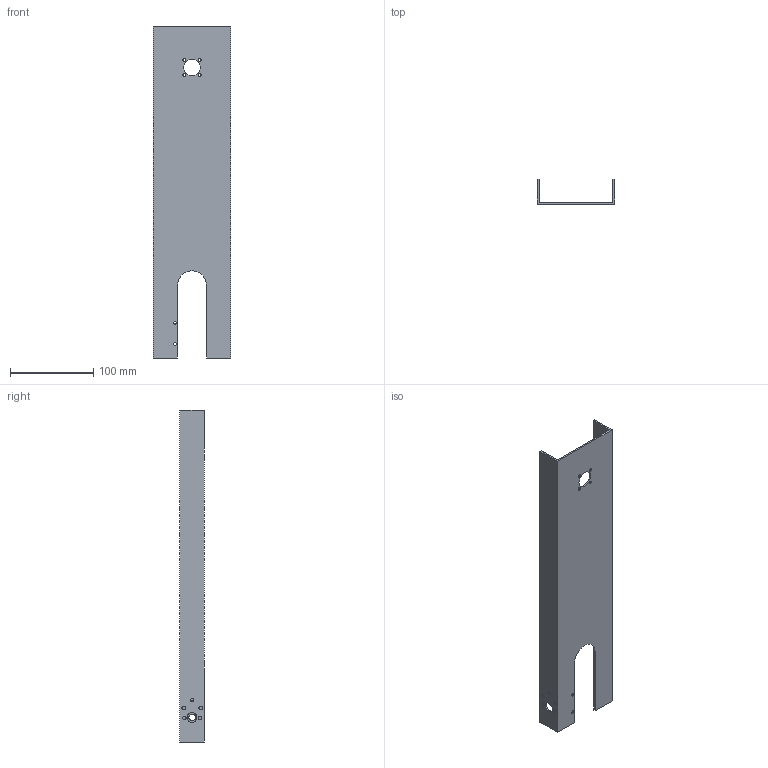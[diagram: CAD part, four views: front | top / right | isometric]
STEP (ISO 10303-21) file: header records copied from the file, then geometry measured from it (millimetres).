
FILE_DESCRIPTION(/* description */ (''),/* implementation_level */ '2;1');
FILE_NAME(/* name */ 'corpo.stp',/* time_stamp */ '2024-06-13T15:31:22-03:00',/* author */ (''),/* organization */ (''),/* preprocessor_version */ 'ST-DEVELOPER v20',/* originating_system */ 'SIEMENS PLM Software NX2312.3002',/* authorisation */ '');
FILE_SCHEMA (('AUTOMOTIVE_DESIGN { 1 0 10303 214 3 1 1 1 }'));
Length unit declared in the file: millimetre
Products named in the file (1): corpo
Bounding box: 93 x 30 x 400 mm (x, y, z)
Volume: 110839.9 mm3; surface area: 113983.9 mm2
Topology: 1 solids, 1 shells, 38 faces, 119 edges, 83 vertices
Faces by surface type: cylinder 17, plane 13, cone 8
Full cylindrical faces by diameter (mm): 3.2 x6, 4.3 x5, 4.8 x2, 8 x1, 12 x1, 20 x1
Entity records: 1150 total; most frequent: DIRECTION 196, CARTESIAN_POINT 179, ORIENTED_EDGE 152, EDGE_LOOP 94, FACE_BOUND 86, AXIS2_PLACEMENT_3D 81, EDGE_CURVE 76, VERTEX_POINT 64
